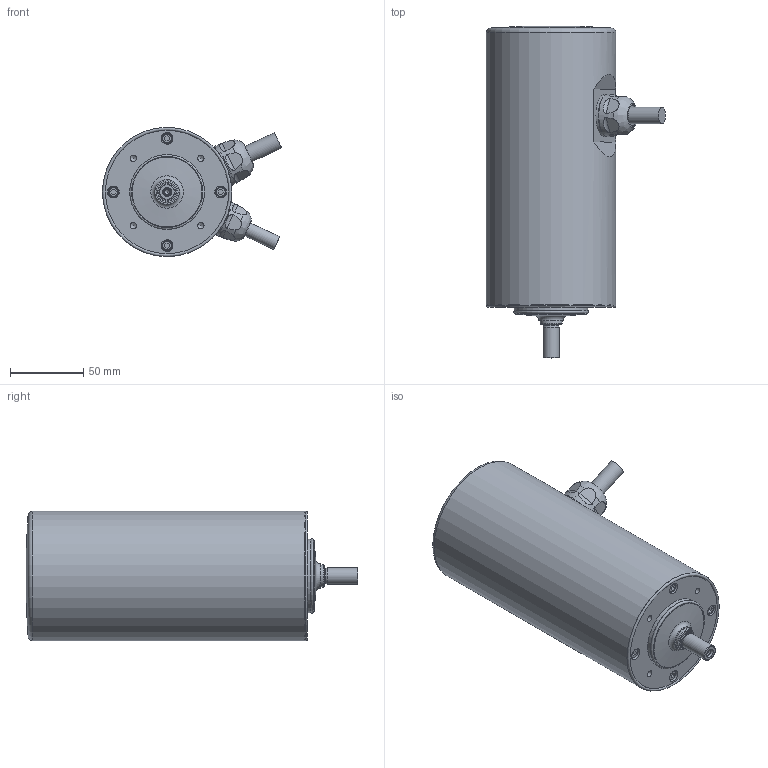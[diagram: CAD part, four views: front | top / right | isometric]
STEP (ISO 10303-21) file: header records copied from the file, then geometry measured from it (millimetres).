
FILE_DESCRIPTION(/* description */ (''),/* implementation_level */ '2;1');
FILE_NAME(/* name */ 'KSY266HD_RQ-3_S1.stp',/* time_stamp */ '2021-09-29T10:18:54+02:00',/* author */ (''),/* organization */ (''),/* preprocessor_version */ 'ST-DEVELOPER v16',/* originating_system */ 'SIEMENS PLM Software NX 10.0',/* authorisation */ '');
FILE_SCHEMA (('AUTOMOTIVE_DESIGN { 1 0 10303 214 3 1 1 1 }'));
Length unit declared in the file: millimetre
Products named in the file (5): 028068020; 028068016; Leitung D11_5; SK535309_96_0; KSY264E_HD_R4
Assembly tree (4 placements, depth 2):
  KSY264E_HD_R4
    SK535309_96_0
    Leitung D11_5
    028068016
    028068020
Bounding box: 121.93 x 226 x 88 mm (x, y, z)
Volume: 1178942.1 mm3; surface area: 96328.3 mm2
Topology: 15 solids, 15 shells, 1014 faces, 2515 edges, 1548 vertices
Faces by surface type: cylinder 385, torus 344, plane 153, bspline 81, cone 51
Full cylindrical faces by diameter (mm): 0.5 x207, 3.432 x1, 4.351 x4, 4.5 x1, 7 x4, 7.02 x1, 8 x4, 9.3 x1, 9.6 x2, 9.62 x1, 10.5 x1, 11 x2, 11.2 x1, 11.3 x2, 11.5 x1, 11.6 x1, 12.3 x1, 12.4 x1, 13 x2, 14 x2, 14.1 x1, 14.3 x2, 14.6 x1, 15 x1, 15.593 x4, 16 x5, 16.3 x1, 16.6 x1, 17 x1, 18.95 x1
Entity records: 41981 total; most frequent: CARTESIAN_POINT 22549, DIRECTION 3684, ORIENTED_EDGE 3076, EDGE_LOOP 1764, AXIS2_PLACEMENT_3D 1707, EDGE_CURVE 1538, FACE_BOUND 1506, VERTEX_POINT 1261
